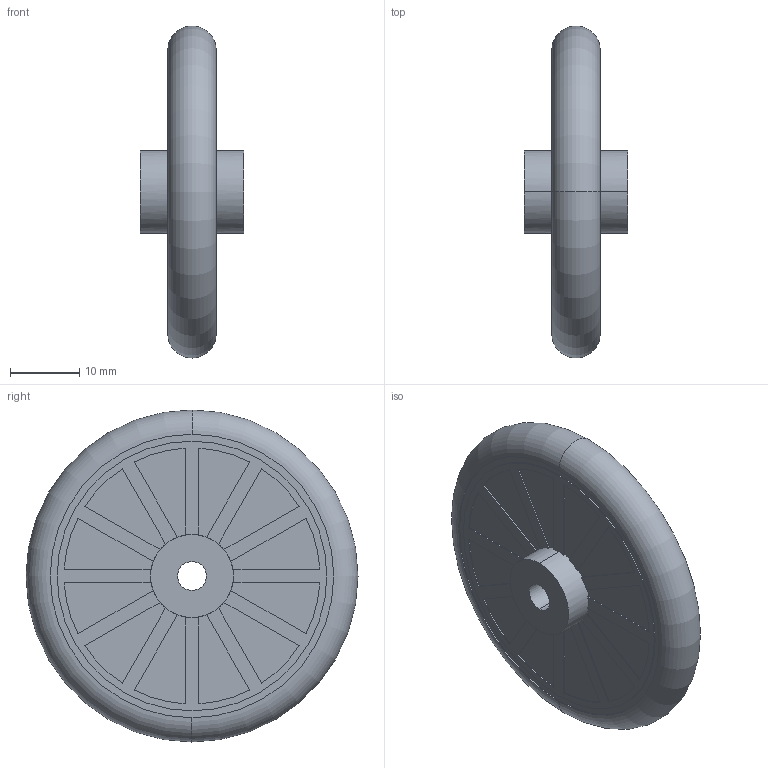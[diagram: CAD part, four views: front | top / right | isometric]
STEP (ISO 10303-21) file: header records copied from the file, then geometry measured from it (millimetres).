
FILE_DESCRIPTION (( 'STEP AP214' ), '1' );
FILE_NAME ('13-0003.STEP', '2025-08-25T09:21:22', ( '' ), ( '' ), 'SwSTEP 2.0', 'SolidWorks 2025', '' );
FILE_SCHEMA (( 'AUTOMOTIVE_DESIGN' ));
Length unit declared in the file: millimetre
Products named in the file (1): 13-0003
Bounding box: 15 x 48 x 48 mm (x, y, z)
Volume: 12281.9 mm3; surface area: 4945.9 mm2
Topology: 1 solids, 1 shells, 118 faces, 332 edges, 220 vertices
Faces by surface type: plane 78, cylinder 38, torus 2
Entity records: 3877 total; most frequent: DIRECTION 696, CARTESIAN_POINT 671, ORIENTED_EDGE 664, EDGE_CURVE 332, AXIS2_PLACEMENT_3D 245, VERTEX_POINT 220, LINE 206, VECTOR 206
